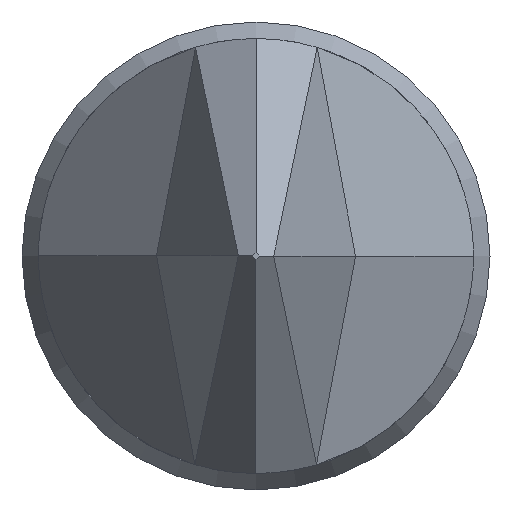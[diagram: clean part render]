
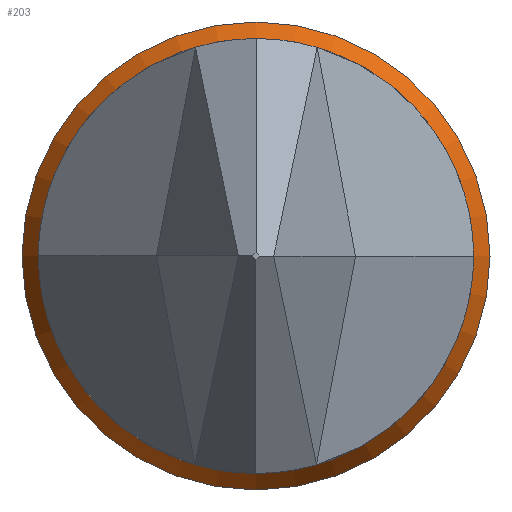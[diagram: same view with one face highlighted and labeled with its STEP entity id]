
A CAD part, left-side view. The second image highlights one B-rep face of the part: STEP entity #203.
In plain terms, the highlighted conical face has half-angle 30 degrees and reference radius 0.683 mm.
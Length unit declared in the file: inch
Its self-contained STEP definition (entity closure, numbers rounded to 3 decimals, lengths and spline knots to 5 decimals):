
#5 = EDGE_LOOP ( 'NONE', ( #774 ) ) ;
#14 = CARTESIAN_POINT ( 'NONE',  ( 0., 0.0269, 0. ) ) ;
#44 = EDGE_CURVE ( 'NONE', #440, #440, #542, .T. ) ;
#119 = EDGE_LOOP ( 'NONE', ( #825 ) ) ;
#135 = DIRECTION ( 'NONE',  ( 0., 1., 0. ) ) ;
#165 = FACE_OUTER_BOUND ( 'NONE', #119, .T. ) ;
#193 = CARTESIAN_POINT ( 'NONE',  ( -0.00502, 0., 0. ) ) ;
#203 = ADVANCED_FACE ( 'NONE', ( #783, #165 ), #435, .T. ) ;
#213 = DIRECTION ( 'NONE',  ( 0., 1., 0. ) ) ;
#264 = DIRECTION ( 'NONE',  ( 0., 1., 0. ) ) ;
#348 = CARTESIAN_POINT ( 'NONE',  ( 0., 0., 0. ) ) ;
#435 = CONICAL_SURFACE ( 'NONE', #854, 0.0269, 0.524 ) ;
#440 = VERTEX_POINT ( 'NONE', #538 ) ;
#443 = DIRECTION ( 'NONE',  ( 1., 0., 0. ) ) ;
#448 = AXIS2_PLACEMENT_3D ( 'NONE', #348, #865, #213 ) ;
#451 = CARTESIAN_POINT ( 'NONE',  ( 0., 0., 0. ) ) ;
#538 = CARTESIAN_POINT ( 'NONE',  ( -0.00502, 0.024, 0. ) ) ;
#542 = CIRCLE ( 'NONE', #838, 0.024 ) ;
#645 = VERTEX_POINT ( 'NONE', #14 ) ;
#684 = EDGE_CURVE ( 'NONE', #645, #645, #770, .T. ) ;
#770 = CIRCLE ( 'NONE', #448, 0.0269 ) ;
#774 = ORIENTED_EDGE ( 'NONE', *, *, #44, .T. ) ;
#783 = FACE_BOUND ( 'NONE', #5, .T. ) ;
#825 = ORIENTED_EDGE ( 'NONE', *, *, #684, .F. ) ;
#838 = AXIS2_PLACEMENT_3D ( 'NONE', #193, #926, #264 ) ;
#854 = AXIS2_PLACEMENT_3D ( 'NONE', #451, #443, #135 ) ;
#865 = DIRECTION ( 'NONE',  ( 1., 0., 0. ) ) ;
#926 = DIRECTION ( 'NONE',  ( 1., 0., 0. ) ) ;
